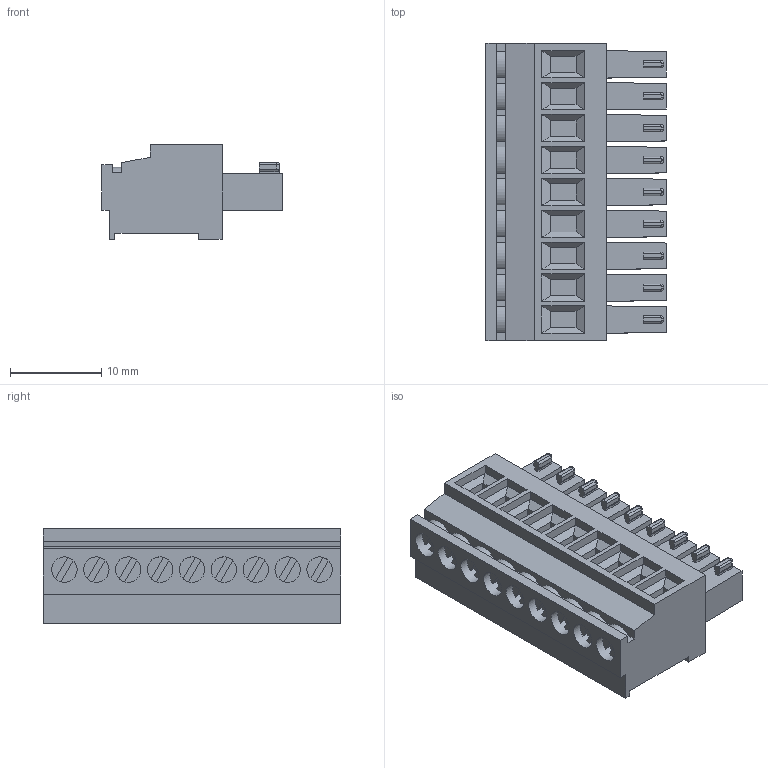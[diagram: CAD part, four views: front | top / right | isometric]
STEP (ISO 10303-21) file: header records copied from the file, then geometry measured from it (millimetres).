
FILE_DESCRIPTION( ( 'STEP AP203' ), '1' );
FILE_NAME( 'SV09-3.5-F.stp', ' ', ( ' ' ), ( ' ' ), 'PSStep 15.0.49', 'VISI 20.0', ' ' );
FILE_SCHEMA( ( 'AUTOMOTIVE_DESIGN { 1 0 10303 214 1 1 1 1 }' ) );
Length unit declared in the file: millimetre
Products named in the file (1): 1
Bounding box: 19.8 x 32.61 x 10.4 mm (x, y, z)
Volume: 3944.5 mm3; surface area: 3600.4 mm2
Topology: 1 solids, 1 shells, 450 faces, 1083 edges, 680 vertices
Faces by surface type: plane 333, cylinder 81, cone 18, bspline 18
Full cylindrical faces by diameter (mm): 1.2 x9, 2.8 x9
Entity records: 16436 total; most frequent: CARTESIAN_POINT 2430, DIRECTION 2147, ORIENTED_EDGE 2076, EDGE_CURVE 1038, LINE 795, VECTOR 795, AXIS2_PLACEMENT_3D 676, VERTEX_POINT 671
